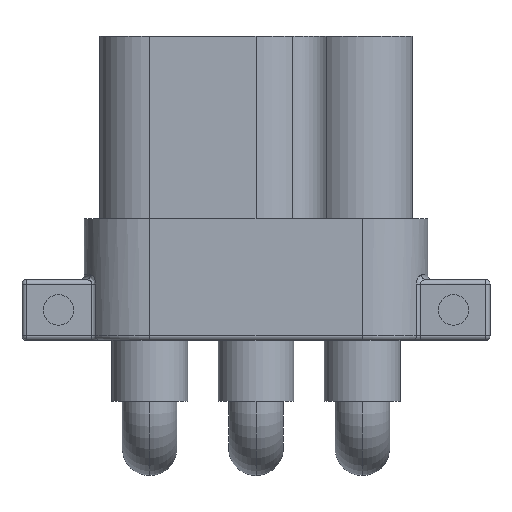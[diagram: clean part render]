
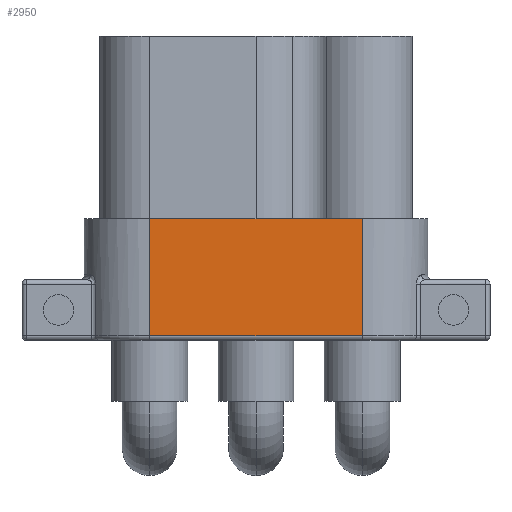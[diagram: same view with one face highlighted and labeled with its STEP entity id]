
A CAD part, front view. The second image highlights one B-rep face of the part: STEP entity #2950.
In plain terms, the highlighted planar face has unit normal (0, -1, 0).
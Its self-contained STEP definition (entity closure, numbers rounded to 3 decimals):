
#152 = AXIS2_PLACEMENT_3D ( 'NONE', #4331, #1552, #1229 ) ;
#330 = CARTESIAN_POINT ( 'NONE',  ( -3.5, -2.15, 0. ) ) ;
#497 = CARTESIAN_POINT ( 'NONE',  ( 3.5, -2.15, -3.85 ) ) ;
#734 = EDGE_LOOP ( 'NONE', ( #1332, #2426, #1187, #2031 ) ) ;
#771 = VECTOR ( 'NONE', #2289, 1000. ) ;
#800 = CARTESIAN_POINT ( 'NONE',  ( 3.5, -2.15, 0. ) ) ;
#803 = EDGE_CURVE ( 'NONE', #3732, #1967, #3915, .T. ) ;
#823 = EDGE_CURVE ( 'NONE', #3748, #1967, #1214, .T. ) ;
#825 = EDGE_CURVE ( 'NONE', #3748, #4424, #4004, .T. ) ;
#830 = PLANE ( 'NONE',  #152 ) ;
#1187 = ORIENTED_EDGE ( 'NONE', *, *, #4184, .T. ) ;
#1214 = LINE ( 'NONE', #3298, #771 ) ;
#1229 = DIRECTION ( 'NONE',  ( -1., 0., 0. ) ) ;
#1332 = ORIENTED_EDGE ( 'NONE', *, *, #823, .F. ) ;
#1365 = CARTESIAN_POINT ( 'NONE',  ( 3.5, -2.15, -4. ) ) ;
#1552 = DIRECTION ( 'NONE',  ( 0., 1., 0. ) ) ;
#1710 = LINE ( 'NONE', #1365, #3679 ) ;
#1958 = CARTESIAN_POINT ( 'NONE',  ( 3.5, -2.15, -3.85 ) ) ;
#1967 = VERTEX_POINT ( 'NONE', #330 ) ;
#2031 = ORIENTED_EDGE ( 'NONE', *, *, #803, .T. ) ;
#2206 = DIRECTION ( 'NONE',  ( -1., 0., 0. ) ) ;
#2289 = DIRECTION ( 'NONE',  ( 0., 0., 1. ) ) ;
#2426 = ORIENTED_EDGE ( 'NONE', *, *, #825, .T. ) ;
#2597 = VECTOR ( 'NONE', #2966, 1000. ) ;
#2665 = VECTOR ( 'NONE', #2206, 1000. ) ;
#2761 = DIRECTION ( 'NONE',  ( 0., 0., 1. ) ) ;
#2950 = ADVANCED_FACE ( 'NONE', ( #3966 ), #830, .F. ) ;
#2966 = DIRECTION ( 'NONE',  ( 1., 0., 0. ) ) ;
#3167 = CARTESIAN_POINT ( 'NONE',  ( 3.5, -2.15, 0. ) ) ;
#3298 = CARTESIAN_POINT ( 'NONE',  ( -3.5, -2.15, -4. ) ) ;
#3460 = CARTESIAN_POINT ( 'NONE',  ( -3.5, -2.15, -3.85 ) ) ;
#3679 = VECTOR ( 'NONE', #2761, 1000. ) ;
#3732 = VERTEX_POINT ( 'NONE', #3167 ) ;
#3748 = VERTEX_POINT ( 'NONE', #3460 ) ;
#3915 = LINE ( 'NONE', #800, #2665 ) ;
#3966 = FACE_OUTER_BOUND ( 'NONE', #734, .T. ) ;
#4004 = LINE ( 'NONE', #497, #2597 ) ;
#4184 = EDGE_CURVE ( 'NONE', #4424, #3732, #1710, .T. ) ;
#4331 = CARTESIAN_POINT ( 'NONE',  ( 3.5, -2.15, -4. ) ) ;
#4424 = VERTEX_POINT ( 'NONE', #1958 ) ;
